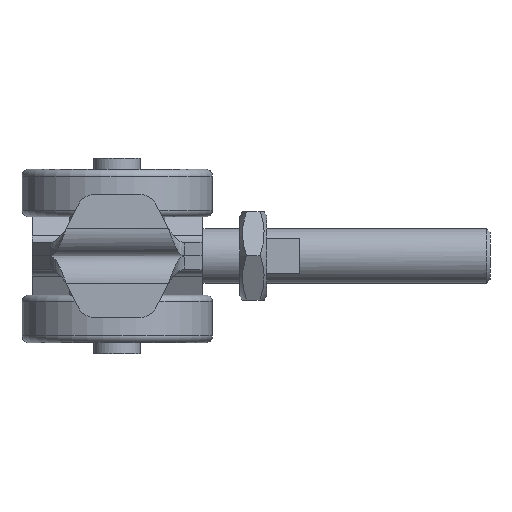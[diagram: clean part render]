
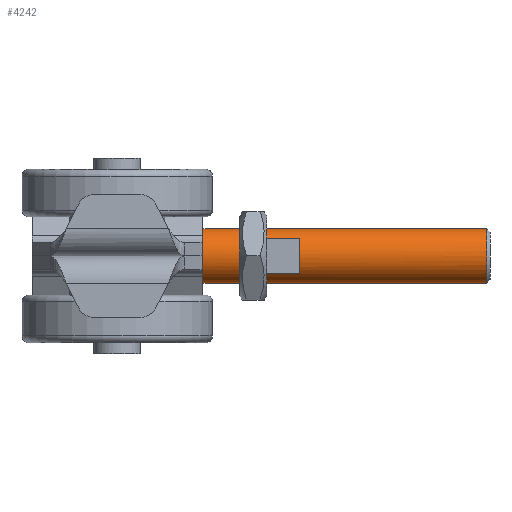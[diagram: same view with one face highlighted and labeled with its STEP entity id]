
A CAD part, left-side view. The second image highlights one B-rep face of the part: STEP entity #4242.
In plain terms, the highlighted cylindrical face has radius 4 mm (diameter 8 mm), a full revolution.
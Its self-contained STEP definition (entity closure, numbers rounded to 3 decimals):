
#305=FACE_BOUND('',#914,.T.);
#306=FACE_BOUND('',#915,.T.);
#640=FACE_OUTER_BOUND('',#913,.T.);
#913=EDGE_LOOP('',(#3812,#3813,#3814,#3815));
#914=EDGE_LOOP('',(#3816,#3817,#3818,#3819));
#915=EDGE_LOOP('',(#3820,#3821,#3822,#3823));
#1216=LINE('',#8095,#1512);
#1218=LINE('',#8098,#1514);
#1219=LINE('',#8104,#1515);
#1221=LINE('',#8108,#1517);
#1223=LINE('',#8118,#1519);
#1512=VECTOR('',#6059,10.);
#1514=VECTOR('',#6061,10.);
#1515=VECTOR('',#6068,10.);
#1517=VECTOR('',#6070,10.);
#1519=VECTOR('',#6084,4.);
#1738=CIRCLE('',#4910,4.);
#1739=CIRCLE('',#4913,4.);
#1740=CIRCLE('',#4916,4.);
#1741=CIRCLE('',#4918,4.);
#1742=CIRCLE('',#4920,4.);
#1743=CIRCLE('',#4921,4.);
#2110=VERTEX_POINT('',#8089);
#2111=VERTEX_POINT('',#8090);
#2112=VERTEX_POINT('',#8094);
#2113=VERTEX_POINT('',#8096);
#2114=VERTEX_POINT('',#8102);
#2115=VERTEX_POINT('',#8103);
#2116=VERTEX_POINT('',#8105);
#2117=VERTEX_POINT('',#8107);
#2118=VERTEX_POINT('',#8115);
#2119=VERTEX_POINT('',#8117);
#2681=EDGE_CURVE('',#2110,#2111,#1738,.T.);
#2683=EDGE_CURVE('',#2112,#2110,#1216,.T.);
#2685=EDGE_CURVE('',#2111,#2113,#1218,.T.);
#2686=EDGE_CURVE('',#2113,#2112,#1739,.T.);
#2687=EDGE_CURVE('',#2114,#2115,#1219,.T.);
#2689=EDGE_CURVE('',#2117,#2116,#1221,.T.);
#2691=EDGE_CURVE('',#2115,#2117,#1740,.T.);
#2692=EDGE_CURVE('',#2116,#2114,#1741,.T.);
#2693=EDGE_CURVE('',#2118,#2118,#1742,.T.);
#2694=EDGE_CURVE('',#2118,#2119,#1223,.T.);
#2695=EDGE_CURVE('',#2119,#2119,#1743,.T.);
#3812=ORIENTED_EDGE('',*,*,#2693,.F.);
#3813=ORIENTED_EDGE('',*,*,#2694,.T.);
#3814=ORIENTED_EDGE('',*,*,#2695,.F.);
#3815=ORIENTED_EDGE('',*,*,#2694,.F.);
#3816=ORIENTED_EDGE('',*,*,#2685,.T.);
#3817=ORIENTED_EDGE('',*,*,#2686,.T.);
#3818=ORIENTED_EDGE('',*,*,#2683,.T.);
#3819=ORIENTED_EDGE('',*,*,#2681,.T.);
#3820=ORIENTED_EDGE('',*,*,#2691,.T.);
#3821=ORIENTED_EDGE('',*,*,#2689,.T.);
#3822=ORIENTED_EDGE('',*,*,#2692,.T.);
#3823=ORIENTED_EDGE('',*,*,#2687,.T.);
#4037=CYLINDRICAL_SURFACE('',#4919,4.);
#4242=ADVANCED_FACE('',(#640,#305,#306),#4037,.T.);
#4910=AXIS2_PLACEMENT_3D('',#8091,#6054,#6055);
#4913=AXIS2_PLACEMENT_3D('',#8100,#6064,#6065);
#4916=AXIS2_PLACEMENT_3D('',#8111,#6074,#6075);
#4918=AXIS2_PLACEMENT_3D('',#8113,#6078,#6079);
#4919=AXIS2_PLACEMENT_3D('',#8114,#6080,#6081);
#4920=AXIS2_PLACEMENT_3D('',#8116,#6082,#6083);
#4921=AXIS2_PLACEMENT_3D('',#8119,#6085,#6086);
#6054=DIRECTION('center_axis',(0.,0.,1.));
#6055=DIRECTION('ref_axis',(1.,0.,0.));
#6059=DIRECTION('',(0.,0.,1.));
#6061=DIRECTION('',(0.,0.,-1.));
#6064=DIRECTION('center_axis',(0.,0.,-1.));
#6065=DIRECTION('ref_axis',(1.,0.,0.));
#6068=DIRECTION('',(0.,0.,-1.));
#6070=DIRECTION('',(0.,0.,1.));
#6074=DIRECTION('center_axis',(0.,0.,-1.));
#6075=DIRECTION('ref_axis',(1.,0.,0.));
#6078=DIRECTION('center_axis',(0.,0.,1.));
#6079=DIRECTION('ref_axis',(1.,0.,0.));
#6080=DIRECTION('center_axis',(0.,0.,-1.));
#6081=DIRECTION('ref_axis',(1.,0.,0.));
#6082=DIRECTION('center_axis',(0.,0.,-1.));
#6083=DIRECTION('ref_axis',(1.,0.,0.));
#6084=DIRECTION('',(0.,0.,1.));
#6085=DIRECTION('center_axis',(0.,0.,1.));
#6086=DIRECTION('ref_axis',(1.,0.,0.));
#8089=CARTESIAN_POINT('',(-2.646,-3.,-15.));
#8090=CARTESIAN_POINT('',(2.646,-3.,-15.));
#8091=CARTESIAN_POINT('Origin',(0.,0.,-15.));
#8094=CARTESIAN_POINT('',(-2.646,-3.,-22.));
#8095=CARTESIAN_POINT('',(-2.646,-3.,0.));
#8096=CARTESIAN_POINT('',(2.646,-3.,-22.));
#8098=CARTESIAN_POINT('',(2.646,-3.,0.));
#8100=CARTESIAN_POINT('Origin',(0.,0.,-22.));
#8102=CARTESIAN_POINT('',(-2.646,3.,-15.));
#8103=CARTESIAN_POINT('',(-2.646,3.,-22.));
#8104=CARTESIAN_POINT('',(-2.646,3.,0.));
#8105=CARTESIAN_POINT('',(2.646,3.,-15.));
#8107=CARTESIAN_POINT('',(2.646,3.,-22.));
#8108=CARTESIAN_POINT('',(2.646,3.,0.));
#8111=CARTESIAN_POINT('Origin',(0.,0.,-22.));
#8113=CARTESIAN_POINT('Origin',(0.,0.,-15.));
#8114=CARTESIAN_POINT('Origin',(0.,0.,0.));
#8115=CARTESIAN_POINT('',(-4.,0.,-49.5));
#8116=CARTESIAN_POINT('Origin',(0.,0.,-49.5));
#8117=CARTESIAN_POINT('',(-4.,0.,0.));
#8118=CARTESIAN_POINT('',(-4.,0.,0.));
#8119=CARTESIAN_POINT('Origin',(0.,0.,0.));
